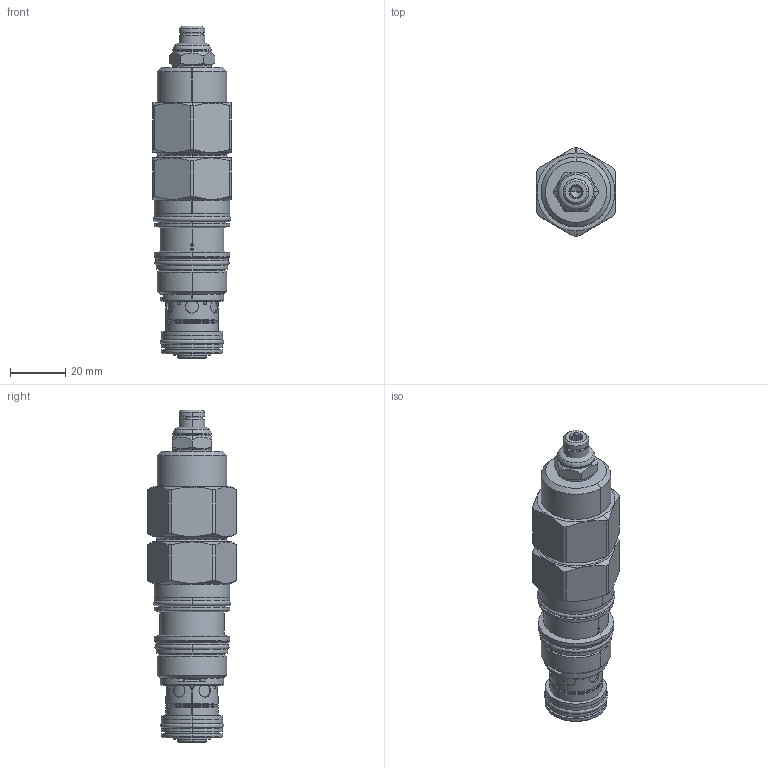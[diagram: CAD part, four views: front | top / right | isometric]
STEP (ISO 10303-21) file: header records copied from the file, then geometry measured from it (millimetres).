
FILE_DESCRIPTION((''),'2;1');
FILE_NAME('CAELLGN_SW_PRT','2019-06-17T',('charlief'),(''),'PRO/ENGINEER BY PARAMETRIC TECHNOLOGY CORPORATION, 2016010','PRO/ENGINEER BY PARAMETRIC TECHNOLOGY CORPORATION, 2016010','');
FILE_SCHEMA(('CONFIG_CONTROL_DESIGN'));
Products named in the file (1): CAELLGN_SW_PRT
Bounding box: 28.57 x 32.21 x 120.17 mm (x, y, z)
Surface area: 19454.7 mm2 (no closed solid volume)
Topology: 0 solids, 0 shells, 343 faces, 1654 edges, 1634 vertices
Faces by surface type: bspline 305, torus 37, sphere 1
Entity records: 76795 total; most frequent: CARTESIAN_POINT 62580, DIRECTION 2229, TRIMMED_CURVE 1778, DEFINITIONAL_REPRESENTATION 1616, PCURVE 1616, COMPOSITE_CURVE_SEGMENT 1616, VECTOR 1403, LINE 1403
